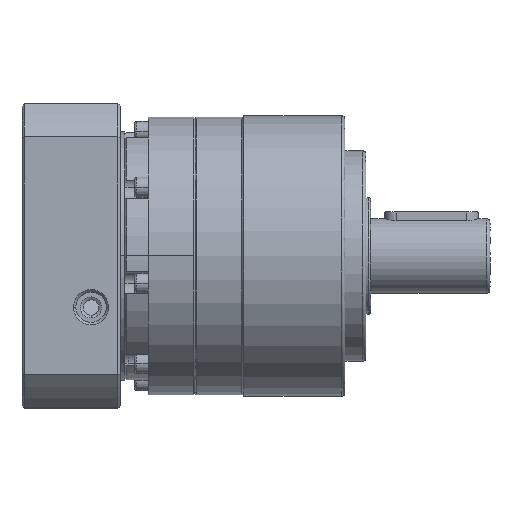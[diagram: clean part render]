
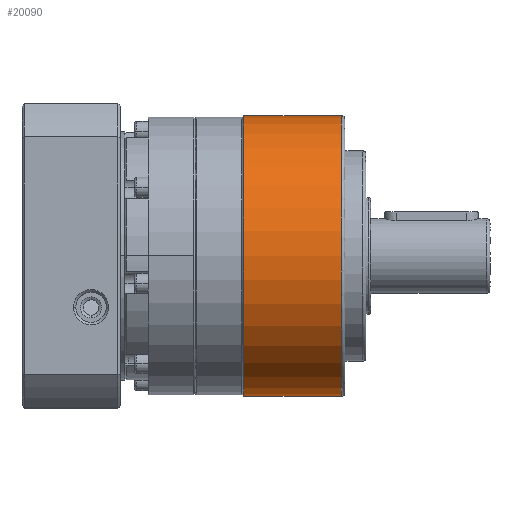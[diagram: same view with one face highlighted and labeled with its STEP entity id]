
A CAD part, top view. The second image highlights one B-rep face of the part: STEP entity #20090.
In plain terms, the highlighted cylindrical face has radius 60 mm (diameter 120 mm), a partial arc.
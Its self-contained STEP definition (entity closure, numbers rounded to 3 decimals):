
#197 = EDGE_LOOP ( 'NONE', ( #3008, #8258, #8875, #981 ) ) ;
#553 = CARTESIAN_POINT ( 'NONE',  ( -60., 0., 62.5 ) ) ;
#981 = ORIENTED_EDGE ( 'NONE', *, *, #12200, .T. ) ;
#3008 = ORIENTED_EDGE ( 'NONE', *, *, #13507, .F. ) ;
#3113 = DIRECTION ( 'NONE',  ( 0., 0., 1. ) ) ;
#4121 = VECTOR ( 'NONE', #19978, 1000. ) ;
#4542 = AXIS2_PLACEMENT_3D ( 'NONE', #4622, #16762, #6300 ) ;
#4622 = CARTESIAN_POINT ( 'NONE',  ( 0., 0., 62.5 ) ) ;
#4880 = LINE ( 'NONE', #21128, #8958 ) ;
#5144 = DIRECTION ( 'NONE',  ( 1., 0., 0. ) ) ;
#5277 = CARTESIAN_POINT ( 'NONE',  ( -60., 0., 20.75 ) ) ;
#6300 = DIRECTION ( 'NONE',  ( 1., 0., 0. ) ) ;
#6461 = CYLINDRICAL_SURFACE ( 'NONE', #11760, 60. ) ;
#6871 = VERTEX_POINT ( 'NONE', #553 ) ;
#7613 = VERTEX_POINT ( 'NONE', #5277 ) ;
#8258 = ORIENTED_EDGE ( 'NONE', *, *, #18273, .T. ) ;
#8875 = ORIENTED_EDGE ( 'NONE', *, *, #13641, .T. ) ;
#8958 = VECTOR ( 'NONE', #12323, 1000. ) ;
#9133 = CARTESIAN_POINT ( 'NONE',  ( 60., 0., 62.5 ) ) ;
#11000 = CIRCLE ( 'NONE', #4542, 60. ) ;
#11760 = AXIS2_PLACEMENT_3D ( 'NONE', #15574, #20826, #5144 ) ;
#12200 = EDGE_CURVE ( 'NONE', #22153, #6871, #11000, .T. ) ;
#12323 = DIRECTION ( 'NONE',  ( 0., 0., 1. ) ) ;
#12626 = FACE_OUTER_BOUND ( 'NONE', #197, .T. ) ;
#13215 = CARTESIAN_POINT ( 'NONE',  ( 0., 0., 20.75 ) ) ;
#13507 = EDGE_CURVE ( 'NONE', #7613, #6871, #4880, .T. ) ;
#13641 = EDGE_CURVE ( 'NONE', #14514, #22153, #18492, .T. ) ;
#14514 = VERTEX_POINT ( 'NONE', #21181 ) ;
#14753 = CIRCLE ( 'NONE', #17759, 60. ) ;
#15003 = DIRECTION ( 'NONE',  ( 1., 0., 0. ) ) ;
#15574 = CARTESIAN_POINT ( 'NONE',  ( 0., 0., 0. ) ) ;
#16762 = DIRECTION ( 'NONE',  ( 0., 0., -1. ) ) ;
#17759 = AXIS2_PLACEMENT_3D ( 'NONE', #13215, #3113, #15003 ) ;
#18194 = CARTESIAN_POINT ( 'NONE',  ( 60., 0., 0. ) ) ;
#18273 = EDGE_CURVE ( 'NONE', #7613, #14514, #14753, .T. ) ;
#18492 = LINE ( 'NONE', #18194, #4121 ) ;
#19978 = DIRECTION ( 'NONE',  ( 0., 0., 1. ) ) ;
#20090 = ADVANCED_FACE ( 'NONE', ( #12626 ), #6461, .T. ) ;
#20826 = DIRECTION ( 'NONE',  ( 0., 0., 1. ) ) ;
#21128 = CARTESIAN_POINT ( 'NONE',  ( -60., 0., 0. ) ) ;
#21181 = CARTESIAN_POINT ( 'NONE',  ( 60., 0., 20.75 ) ) ;
#22153 = VERTEX_POINT ( 'NONE', #9133 ) ;
